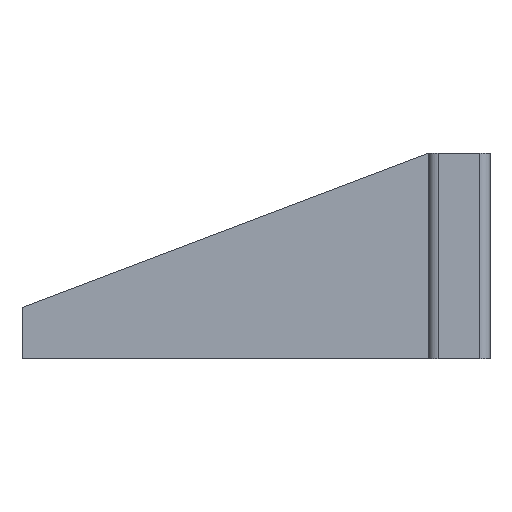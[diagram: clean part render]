
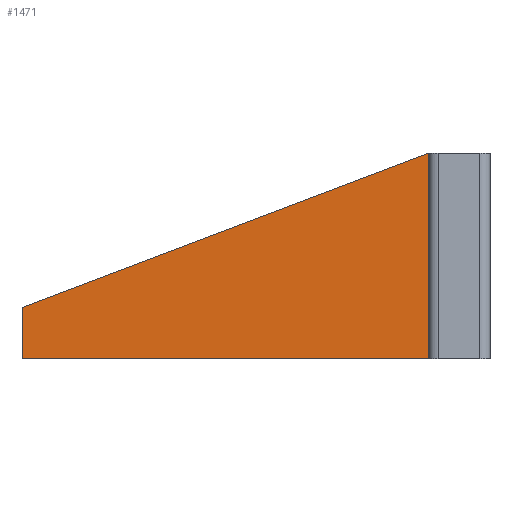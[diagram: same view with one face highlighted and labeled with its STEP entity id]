
A CAD part, front view. The second image highlights one B-rep face of the part: STEP entity #1471.
In plain terms, the highlighted planar face has unit normal (0, -1, 0).
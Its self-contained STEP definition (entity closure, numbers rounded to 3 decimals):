
#152 = PLANE('',#153);
#153 = AXIS2_PLACEMENT_3D('',#154,#155,#156);
#154 = CARTESIAN_POINT('',(8.431,32.881,54.));
#155 = DIRECTION('',(0.,-0.,-1.));
#156 = DIRECTION('',(-1.,0.,0.));
#323 = PLANE('',#324);
#324 = AXIS2_PLACEMENT_3D('',#325,#326,#327);
#325 = CARTESIAN_POINT('',(-17.,24.,56.5));
#326 = DIRECTION('',(-1.,0.,0.));
#327 = DIRECTION('',(0.,0.,-1.));
#585 = VERTEX_POINT('',#586);
#586 = CARTESIAN_POINT('',(22.5,11.,54.));
#600 = PLANE('',#601);
#601 = AXIS2_PLACEMENT_3D('',#602,#603,#604);
#602 = CARTESIAN_POINT('',(22.5,7.,54.));
#603 = DIRECTION('',(-1.,0.,0.));
#604 = DIRECTION('',(0.,0.,-1.));
#782 = VERTEX_POINT('',#783);
#783 = CARTESIAN_POINT('',(-17.,11.,54.));
#804 = EDGE_CURVE('',#585,#782,#805,.T.);
#805 = SURFACE_CURVE('',#806,(#810,#817),.PCURVE_S1.);
#806 = LINE('',#807,#808);
#807 = CARTESIAN_POINT('',(22.5,11.,54.));
#808 = VECTOR('',#809,1.);
#809 = DIRECTION('',(-1.,0.,0.));
#810 = PCURVE('',#152,#811);
#811 = DEFINITIONAL_REPRESENTATION('',(#812),#816);
#812 = LINE('',#813,#814);
#813 = CARTESIAN_POINT('',(-14.069,-21.881));
#814 = VECTOR('',#815,1.);
#815 = DIRECTION('',(1.,-0.));
#816 = ( GEOMETRIC_REPRESENTATION_CONTEXT(2) 
PARAMETRIC_REPRESENTATION_CONTEXT() REPRESENTATION_CONTEXT('2D SPACE',''
  ) );
#817 = PCURVE('',#818,#823);
#818 = PLANE('',#819);
#819 = AXIS2_PLACEMENT_3D('',#820,#821,#822);
#820 = CARTESIAN_POINT('',(22.5,11.,54.));
#821 = DIRECTION('',(0.,-1.,-0.));
#822 = DIRECTION('',(0.,0.,-1.));
#823 = DEFINITIONAL_REPRESENTATION('',(#824),#828);
#824 = LINE('',#825,#826);
#825 = CARTESIAN_POINT('',(-0.,-0.));
#826 = VECTOR('',#827,1.);
#827 = DIRECTION('',(-0.,-1.));
#828 = ( GEOMETRIC_REPRESENTATION_CONTEXT(2) 
PARAMETRIC_REPRESENTATION_CONTEXT() REPRESENTATION_CONTEXT('2D SPACE',''
  ) );
#1206 = PLANE('',#1207);
#1207 = AXIS2_PLACEMENT_3D('',#1208,#1209,#1210);
#1208 = CARTESIAN_POINT('',(22.5,16.,74.));
#1209 = DIRECTION('',(-0.355,0.,0.935));
#1210 = DIRECTION('',(0.935,0.,0.355));
#1226 = VERTEX_POINT('',#1227);
#1227 = CARTESIAN_POINT('',(-17.,11.,59.));
#1248 = EDGE_CURVE('',#782,#1226,#1249,.T.);
#1249 = SURFACE_CURVE('',#1250,(#1254,#1261),.PCURVE_S1.);
#1250 = LINE('',#1251,#1252);
#1251 = CARTESIAN_POINT('',(-17.,11.,54.));
#1252 = VECTOR('',#1253,1.);
#1253 = DIRECTION('',(0.,0.,1.));
#1254 = PCURVE('',#323,#1255);
#1255 = DEFINITIONAL_REPRESENTATION('',(#1256),#1260);
#1256 = LINE('',#1257,#1258);
#1257 = CARTESIAN_POINT('',(2.5,13.));
#1258 = VECTOR('',#1259,1.);
#1259 = DIRECTION('',(-1.,0.));
#1260 = ( GEOMETRIC_REPRESENTATION_CONTEXT(2) 
PARAMETRIC_REPRESENTATION_CONTEXT() REPRESENTATION_CONTEXT('2D SPACE',''
  ) );
#1261 = PCURVE('',#818,#1262);
#1262 = DEFINITIONAL_REPRESENTATION('',(#1263),#1267);
#1263 = LINE('',#1264,#1265);
#1264 = CARTESIAN_POINT('',(-0.,-39.5));
#1265 = VECTOR('',#1266,1.);
#1266 = DIRECTION('',(-1.,-0.));
#1267 = ( GEOMETRIC_REPRESENTATION_CONTEXT(2) 
PARAMETRIC_REPRESENTATION_CONTEXT() REPRESENTATION_CONTEXT('2D SPACE',''
  ) );
#1357 = VERTEX_POINT('',#1358);
#1358 = CARTESIAN_POINT('',(22.5,11.,74.));
#1401 = EDGE_CURVE('',#585,#1357,#1402,.T.);
#1402 = SURFACE_CURVE('',#1403,(#1407,#1414),.PCURVE_S1.);
#1403 = LINE('',#1404,#1405);
#1404 = CARTESIAN_POINT('',(22.5,11.,54.));
#1405 = VECTOR('',#1406,1.);
#1406 = DIRECTION('',(0.,0.,1.));
#1407 = PCURVE('',#600,#1408);
#1408 = DEFINITIONAL_REPRESENTATION('',(#1409),#1413);
#1409 = LINE('',#1410,#1411);
#1410 = CARTESIAN_POINT('',(-0.,-4.));
#1411 = VECTOR('',#1412,1.);
#1412 = DIRECTION('',(-1.,0.));
#1413 = ( GEOMETRIC_REPRESENTATION_CONTEXT(2) 
PARAMETRIC_REPRESENTATION_CONTEXT() REPRESENTATION_CONTEXT('2D SPACE',''
  ) );
#1414 = PCURVE('',#818,#1415);
#1415 = DEFINITIONAL_REPRESENTATION('',(#1416),#1420);
#1416 = LINE('',#1417,#1418);
#1417 = CARTESIAN_POINT('',(-0.,-0.));
#1418 = VECTOR('',#1419,1.);
#1419 = DIRECTION('',(-1.,-0.));
#1420 = ( GEOMETRIC_REPRESENTATION_CONTEXT(2) 
PARAMETRIC_REPRESENTATION_CONTEXT() REPRESENTATION_CONTEXT('2D SPACE',''
  ) );
#1471 = ADVANCED_FACE('',(#1472),#818,.T.);
#1472 = FACE_BOUND('',#1473,.F.);
#1473 = EDGE_LOOP('',(#1474,#1475,#1476,#1477));
#1474 = ORIENTED_EDGE('',*,*,#1401,.F.);
#1475 = ORIENTED_EDGE('',*,*,#804,.T.);
#1476 = ORIENTED_EDGE('',*,*,#1248,.T.);
#1477 = ORIENTED_EDGE('',*,*,#1478,.F.);
#1478 = EDGE_CURVE('',#1357,#1226,#1479,.T.);
#1479 = SURFACE_CURVE('',#1480,(#1484,#1491),.PCURVE_S1.);
#1480 = LINE('',#1481,#1482);
#1481 = CARTESIAN_POINT('',(22.5,11.,74.));
#1482 = VECTOR('',#1483,1.);
#1483 = DIRECTION('',(-0.935,0.,-0.355));
#1484 = PCURVE('',#818,#1485);
#1485 = DEFINITIONAL_REPRESENTATION('',(#1486),#1490);
#1486 = LINE('',#1487,#1488);
#1487 = CARTESIAN_POINT('',(-20.,-0.));
#1488 = VECTOR('',#1489,1.);
#1489 = DIRECTION('',(0.355,-0.935));
#1490 = ( GEOMETRIC_REPRESENTATION_CONTEXT(2) 
PARAMETRIC_REPRESENTATION_CONTEXT() REPRESENTATION_CONTEXT('2D SPACE',''
  ) );
#1491 = PCURVE('',#1206,#1492);
#1492 = DEFINITIONAL_REPRESENTATION('',(#1493),#1497);
#1493 = LINE('',#1494,#1495);
#1494 = CARTESIAN_POINT('',(-0.,-5.));
#1495 = VECTOR('',#1496,1.);
#1496 = DIRECTION('',(-1.,0.));
#1497 = ( GEOMETRIC_REPRESENTATION_CONTEXT(2) 
PARAMETRIC_REPRESENTATION_CONTEXT() REPRESENTATION_CONTEXT('2D SPACE',''
  ) );
